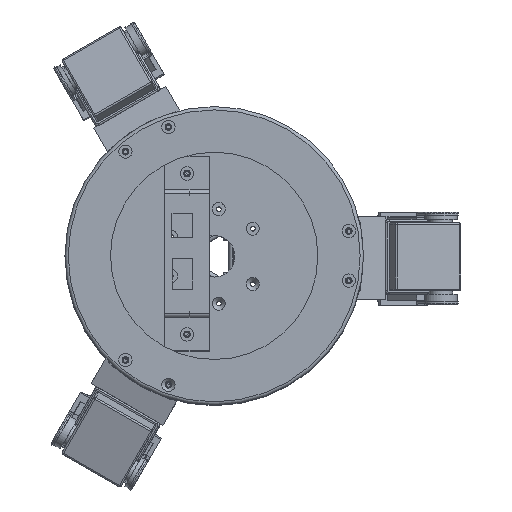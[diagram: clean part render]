
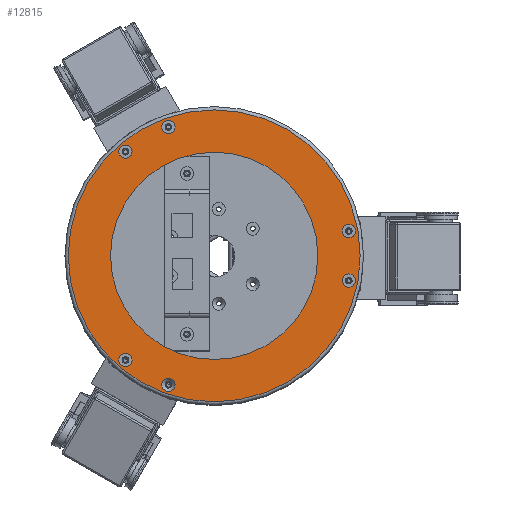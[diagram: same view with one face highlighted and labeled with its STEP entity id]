
A CAD part, top view. The second image highlights one B-rep face of the part: STEP entity #12815.
In plain terms, the highlighted planar face has unit normal (0, 0, 1).
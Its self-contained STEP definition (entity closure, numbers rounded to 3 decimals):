
#538=FACE_BOUND('',#2667,.T.);
#539=FACE_BOUND('',#2668,.T.);
#540=FACE_BOUND('',#2669,.T.);
#541=FACE_BOUND('',#2670,.T.);
#542=FACE_BOUND('',#2671,.T.);
#543=FACE_BOUND('',#2672,.T.);
#544=FACE_BOUND('',#2673,.T.);
#839=PLANE('',#14388);
#1621=FACE_OUTER_BOUND('',#2666,.T.);
#2666=EDGE_LOOP('',(#11575));
#2667=EDGE_LOOP('',(#11576));
#2668=EDGE_LOOP('',(#11577));
#2669=EDGE_LOOP('',(#11578));
#2670=EDGE_LOOP('',(#11579));
#2671=EDGE_LOOP('',(#11580));
#2672=EDGE_LOOP('',(#11581));
#2673=EDGE_LOOP('',(#11582));
#5386=CIRCLE('',#14384,88.);
#5390=CIRCLE('',#14389,4.);
#5391=CIRCLE('',#14390,4.);
#5392=CIRCLE('',#14391,4.);
#5393=CIRCLE('',#14392,62.5);
#5394=CIRCLE('',#14393,4.);
#5395=CIRCLE('',#14394,4.);
#5396=CIRCLE('',#14395,4.);
#6449=VERTEX_POINT('',#22236);
#6452=VERTEX_POINT('',#22244);
#6453=VERTEX_POINT('',#22246);
#6454=VERTEX_POINT('',#22248);
#6455=VERTEX_POINT('',#22250);
#6456=VERTEX_POINT('',#22252);
#6457=VERTEX_POINT('',#22254);
#6458=VERTEX_POINT('',#22256);
#8165=EDGE_CURVE('',#6449,#6449,#5386,.T.);
#8169=EDGE_CURVE('',#6452,#6452,#5390,.T.);
#8170=EDGE_CURVE('',#6453,#6453,#5391,.T.);
#8171=EDGE_CURVE('',#6454,#6454,#5392,.T.);
#8172=EDGE_CURVE('',#6455,#6455,#5393,.T.);
#8173=EDGE_CURVE('',#6456,#6456,#5394,.T.);
#8174=EDGE_CURVE('',#6457,#6457,#5395,.T.);
#8175=EDGE_CURVE('',#6458,#6458,#5396,.T.);
#11575=ORIENTED_EDGE('',*,*,#8165,.F.);
#11576=ORIENTED_EDGE('',*,*,#8169,.T.);
#11577=ORIENTED_EDGE('',*,*,#8170,.T.);
#11578=ORIENTED_EDGE('',*,*,#8171,.T.);
#11579=ORIENTED_EDGE('',*,*,#8172,.F.);
#11580=ORIENTED_EDGE('',*,*,#8173,.T.);
#11581=ORIENTED_EDGE('',*,*,#8174,.T.);
#11582=ORIENTED_EDGE('',*,*,#8175,.T.);
#12815=ADVANCED_FACE('',(#1621,#538,#539,#540,#541,#542,#543,#544),#839,
 .T.);
#14384=AXIS2_PLACEMENT_3D('',#22237,#18260,#18261);
#14388=AXIS2_PLACEMENT_3D('',#22243,#18268,#18269);
#14389=AXIS2_PLACEMENT_3D('',#22245,#18270,#18271);
#14390=AXIS2_PLACEMENT_3D('',#22247,#18272,#18273);
#14391=AXIS2_PLACEMENT_3D('',#22249,#18274,#18275);
#14392=AXIS2_PLACEMENT_3D('',#22251,#18276,#18277);
#14393=AXIS2_PLACEMENT_3D('',#22253,#18278,#18279);
#14394=AXIS2_PLACEMENT_3D('',#22255,#18280,#18281);
#14395=AXIS2_PLACEMENT_3D('',#22257,#18282,#18283);
#18260=DIRECTION('center_axis',(0.,0.,
-1.));
#18261=DIRECTION('ref_axis',(-1.,0.,0.));
#18268=DIRECTION('center_axis',(0.,0.,
1.));
#18269=DIRECTION('ref_axis',(-1.,0.,0.));
#18270=DIRECTION('center_axis',(0.,0.,
-1.));
#18271=DIRECTION('ref_axis',(1.,0.,0.));
#18272=DIRECTION('center_axis',(0.,0.,
-1.));
#18273=DIRECTION('ref_axis',(-0.5,-0.866,0.));
#18274=DIRECTION('center_axis',(0.,0.,
-1.));
#18275=DIRECTION('ref_axis',(-0.5,0.866,0.));
#18276=DIRECTION('center_axis',(0.,0.,
1.));
#18277=DIRECTION('ref_axis',(-1.,0.,0.));
#18278=DIRECTION('center_axis',(0.,0.,
-1.));
#18279=DIRECTION('ref_axis',(-0.5,0.866,0.));
#18280=DIRECTION('center_axis',(0.,0.,
-1.));
#18281=DIRECTION('ref_axis',(-0.5,-0.866,0.));
#18282=DIRECTION('center_axis',(0.,0.,
-1.));
#18283=DIRECTION('ref_axis',(1.,0.,0.));
#22236=CARTESIAN_POINT('',(-141.368,19.056,303.572));
#22237=CARTESIAN_POINT('Origin',(-53.368,19.056,303.572));
#22243=CARTESIAN_POINT('Origin',(-53.368,19.056,303.572));
#22244=CARTESIAN_POINT('',(23.768,4.118,303.572));
#22245=CARTESIAN_POINT('Origin',(27.768,4.118,303.572));
#22246=CARTESIAN_POINT('',(-79.,-55.215,303.572));
#22247=CARTESIAN_POINT('Origin',(-81.,-58.68,303.572));
#22248=CARTESIAN_POINT('',(-79.,93.327,303.572));
#22249=CARTESIAN_POINT('Origin',(-81.,96.791,303.572));
#22250=CARTESIAN_POINT('',(9.132,19.056,303.572));
#22251=CARTESIAN_POINT('Origin',(-53.368,19.056,303.572));
#22252=CARTESIAN_POINT('',(-104.873,78.389,303.572));
#22253=CARTESIAN_POINT('Origin',(-106.873,81.853,303.572));
#22254=CARTESIAN_POINT('',(-104.873,-40.278,303.572));
#22255=CARTESIAN_POINT('Origin',(-106.873,-43.742,303.572));
#22256=CARTESIAN_POINT('',(23.768,33.993,303.572));
#22257=CARTESIAN_POINT('Origin',(27.768,33.993,303.572));
